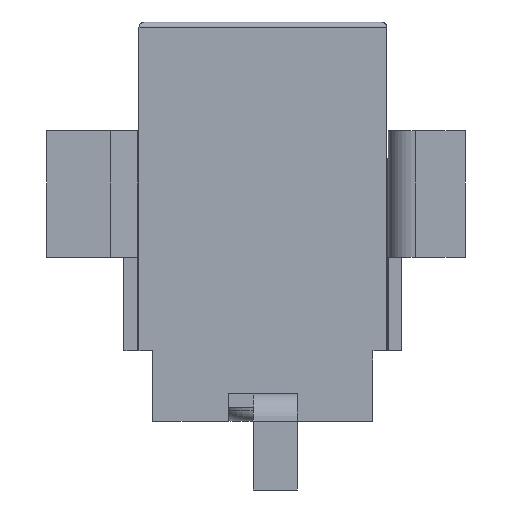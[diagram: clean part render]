
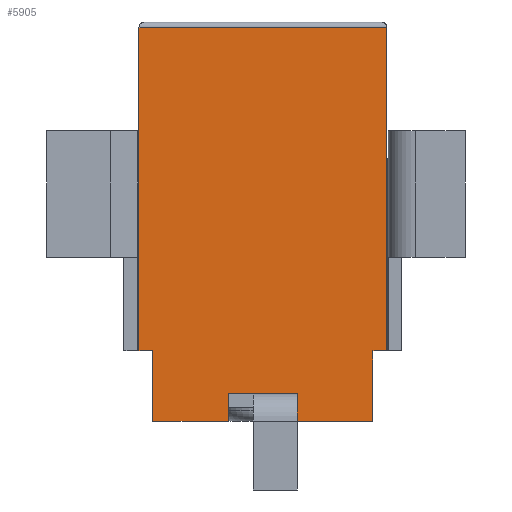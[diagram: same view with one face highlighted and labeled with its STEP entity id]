
A CAD part, front view. The second image highlights one B-rep face of the part: STEP entity #5905.
In plain terms, the highlighted planar face has unit normal (0, -1, 0).
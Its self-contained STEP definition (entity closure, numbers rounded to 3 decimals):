
#54 = VECTOR ( 'NONE', #3113, 1000. ) ;
#89 = EDGE_CURVE ( 'NONE', #1637, #784, #5351, .T. ) ;
#107 = ORIENTED_EDGE ( 'NONE', *, *, #1473, .T. ) ;
#165 = CARTESIAN_POINT ( 'NONE',  ( 3.999, 0., -40.119 ) ) ;
#303 = CARTESIAN_POINT ( 'NONE',  ( -3.999, 0., -11.95 ) ) ;
#329 = LINE ( 'NONE', #4404, #2070 ) ;
#398 = ORIENTED_EDGE ( 'NONE', *, *, #2521, .T. ) ;
#465 = VECTOR ( 'NONE', #476, 1000. ) ;
#476 = DIRECTION ( 'NONE',  ( 0., 0., 1. ) ) ;
#489 = VERTEX_POINT ( 'NONE', #1989 ) ;
#494 = EDGE_CURVE ( 'NONE', #489, #1460, #5306, .T. ) ;
#516 = LINE ( 'NONE', #5461, #6825 ) ;
#529 = PLANE ( 'NONE',  #5302 ) ;
#533 = CARTESIAN_POINT ( 'NONE',  ( 1.255, 0., -32.712 ) ) ;
#592 = VERTEX_POINT ( 'NONE', #303 ) ;
#693 = LINE ( 'NONE', #4885, #752 ) ;
#752 = VECTOR ( 'NONE', #3252, 1000. ) ;
#776 = CARTESIAN_POINT ( 'NONE',  ( -1.255, 0., -13.5 ) ) ;
#781 = DIRECTION ( 'NONE',  ( 0., -1., 0. ) ) ;
#784 = VERTEX_POINT ( 'NONE', #776 ) ;
#808 = CARTESIAN_POINT ( 'NONE',  ( -4.5, 0., -11.95 ) ) ;
#925 = DIRECTION ( 'NONE',  ( 1., 0., 0. ) ) ;
#960 = VECTOR ( 'NONE', #6400, 1000. ) ;
#1081 = ORIENTED_EDGE ( 'NONE', *, *, #6356, .F. ) ;
#1391 = EDGE_CURVE ( 'NONE', #5913, #6706, #1402, .T. ) ;
#1402 = LINE ( 'NONE', #2979, #5488 ) ;
#1422 = EDGE_LOOP ( 'NONE', ( #4578, #5049, #5527, #6104, #1726, #398, #3574, #107, #1081, #5639, #5249, #4682 ) ) ;
#1460 = VERTEX_POINT ( 'NONE', #3080 ) ;
#1473 = EDGE_CURVE ( 'NONE', #784, #3525, #6422, .T. ) ;
#1589 = LINE ( 'NONE', #6934, #960 ) ;
#1613 = EDGE_CURVE ( 'NONE', #1460, #3591, #6135, .T. ) ;
#1637 = VERTEX_POINT ( 'NONE', #3501 ) ;
#1726 = ORIENTED_EDGE ( 'NONE', *, *, #4399, .F. ) ;
#1884 = EDGE_CURVE ( 'NONE', #3553, #3984, #516, .T. ) ;
#1980 = CARTESIAN_POINT ( 'NONE',  ( 3.999, 0., -13.5 ) ) ;
#1989 = CARTESIAN_POINT ( 'NONE',  ( 1.255, 0., -14.5 ) ) ;
#2003 = VERTEX_POINT ( 'NONE', #2997 ) ;
#2045 = LINE ( 'NONE', #6954, #54 ) ;
#2070 = VECTOR ( 'NONE', #3927, 1000. ) ;
#2418 = VECTOR ( 'NONE', #3426, 1000. ) ;
#2521 = EDGE_CURVE ( 'NONE', #2003, #1637, #329, .T. ) ;
#2692 = VECTOR ( 'NONE', #4829, 1000. ) ;
#2747 = CARTESIAN_POINT ( 'NONE',  ( -1.255, 0., -32.712 ) ) ;
#2979 = CARTESIAN_POINT ( 'NONE',  ( -4.5, 0., -14.5 ) ) ;
#2997 = CARTESIAN_POINT ( 'NONE',  ( -3.999, 0., -14.5 ) ) ;
#3080 = CARTESIAN_POINT ( 'NONE',  ( 3.999, 0., -14.5 ) ) ;
#3113 = DIRECTION ( 'NONE',  ( 0., 0., 1. ) ) ;
#3186 = DIRECTION ( 'NONE',  ( 1., 0., 0. ) ) ;
#3252 = DIRECTION ( 'NONE',  ( -1., 0., 0. ) ) ;
#3426 = DIRECTION ( 'NONE',  ( 0., 0., 1. ) ) ;
#3501 = CARTESIAN_POINT ( 'NONE',  ( -1.255, 0., -14.5 ) ) ;
#3525 = VERTEX_POINT ( 'NONE', #6916 ) ;
#3553 = VERTEX_POINT ( 'NONE', #3873 ) ;
#3571 = CARTESIAN_POINT ( 'NONE',  ( -4.5, 0., -0.2 ) ) ;
#3574 = ORIENTED_EDGE ( 'NONE', *, *, #89, .T. ) ;
#3591 = VERTEX_POINT ( 'NONE', #5431 ) ;
#3606 = LINE ( 'NONE', #4636, #5631 ) ;
#3729 = EDGE_CURVE ( 'NONE', #3553, #3591, #1589, .T. ) ;
#3873 = CARTESIAN_POINT ( 'NONE',  ( 4.5, 0., -11.95 ) ) ;
#3927 = DIRECTION ( 'NONE',  ( 1., 0., 0. ) ) ;
#3984 = VERTEX_POINT ( 'NONE', #5086 ) ;
#4399 = EDGE_CURVE ( 'NONE', #2003, #592, #2045, .T. ) ;
#4404 = CARTESIAN_POINT ( 'NONE',  ( -1.255, 0., -14.5 ) ) ;
#4578 = ORIENTED_EDGE ( 'NONE', *, *, #1884, .T. ) ;
#4636 = CARTESIAN_POINT ( 'NONE',  ( -4.5, 0., -11.95 ) ) ;
#4682 = ORIENTED_EDGE ( 'NONE', *, *, #3729, .F. ) ;
#4829 = DIRECTION ( 'NONE',  ( 0., 0., 1. ) ) ;
#4879 = DIRECTION ( 'NONE',  ( 0., 0., 1. ) ) ;
#4885 = CARTESIAN_POINT ( 'NONE',  ( -4.5, 0., -0.2 ) ) ;
#4971 = CARTESIAN_POINT ( 'NONE',  ( -4.5, 0., -14.5 ) ) ;
#5025 = VECTOR ( 'NONE', #3186, 1000. ) ;
#5049 = ORIENTED_EDGE ( 'NONE', *, *, #5325, .T. ) ;
#5086 = CARTESIAN_POINT ( 'NONE',  ( 4.5, 0., -0.2 ) ) ;
#5109 = EDGE_CURVE ( 'NONE', #592, #5913, #3606, .T. ) ;
#5249 = ORIENTED_EDGE ( 'NONE', *, *, #1613, .T. ) ;
#5302 = AXIS2_PLACEMENT_3D ( 'NONE', #4971, #781, #6698 ) ;
#5306 = LINE ( 'NONE', #5728, #5931 ) ;
#5325 = EDGE_CURVE ( 'NONE', #3984, #6706, #693, .T. ) ;
#5351 = LINE ( 'NONE', #2747, #465 ) ;
#5431 = CARTESIAN_POINT ( 'NONE',  ( 3.999, 0., -11.95 ) ) ;
#5461 = CARTESIAN_POINT ( 'NONE',  ( 4.5, 0., -14.5 ) ) ;
#5488 = VECTOR ( 'NONE', #5756, 1000. ) ;
#5527 = ORIENTED_EDGE ( 'NONE', *, *, #1391, .F. ) ;
#5631 = VECTOR ( 'NONE', #5782, 1000. ) ;
#5639 = ORIENTED_EDGE ( 'NONE', *, *, #494, .T. ) ;
#5728 = CARTESIAN_POINT ( 'NONE',  ( 3.999, 0., -14.5 ) ) ;
#5756 = DIRECTION ( 'NONE',  ( 0., 0., 1. ) ) ;
#5782 = DIRECTION ( 'NONE',  ( -1., 0., 0. ) ) ;
#5905 = ADVANCED_FACE ( 'NONE', ( #6518 ), #529, .T. ) ;
#5913 = VERTEX_POINT ( 'NONE', #808 ) ;
#5931 = VECTOR ( 'NONE', #925, 1000. ) ;
#6104 = ORIENTED_EDGE ( 'NONE', *, *, #5109, .F. ) ;
#6135 = LINE ( 'NONE', #165, #2418 ) ;
#6356 = EDGE_CURVE ( 'NONE', #489, #3525, #6896, .T. ) ;
#6400 = DIRECTION ( 'NONE',  ( -1., 0., 0. ) ) ;
#6422 = LINE ( 'NONE', #1980, #5025 ) ;
#6518 = FACE_OUTER_BOUND ( 'NONE', #1422, .T. ) ;
#6698 = DIRECTION ( 'NONE',  ( 1., 0., 0. ) ) ;
#6706 = VERTEX_POINT ( 'NONE', #3571 ) ;
#6825 = VECTOR ( 'NONE', #4879, 1000. ) ;
#6896 = LINE ( 'NONE', #533, #2692 ) ;
#6916 = CARTESIAN_POINT ( 'NONE',  ( 1.255, 0., -13.5 ) ) ;
#6934 = CARTESIAN_POINT ( 'NONE',  ( -4.5, 0., -11.95 ) ) ;
#6954 = CARTESIAN_POINT ( 'NONE',  ( -3.999, 0., -40.119 ) ) ;
